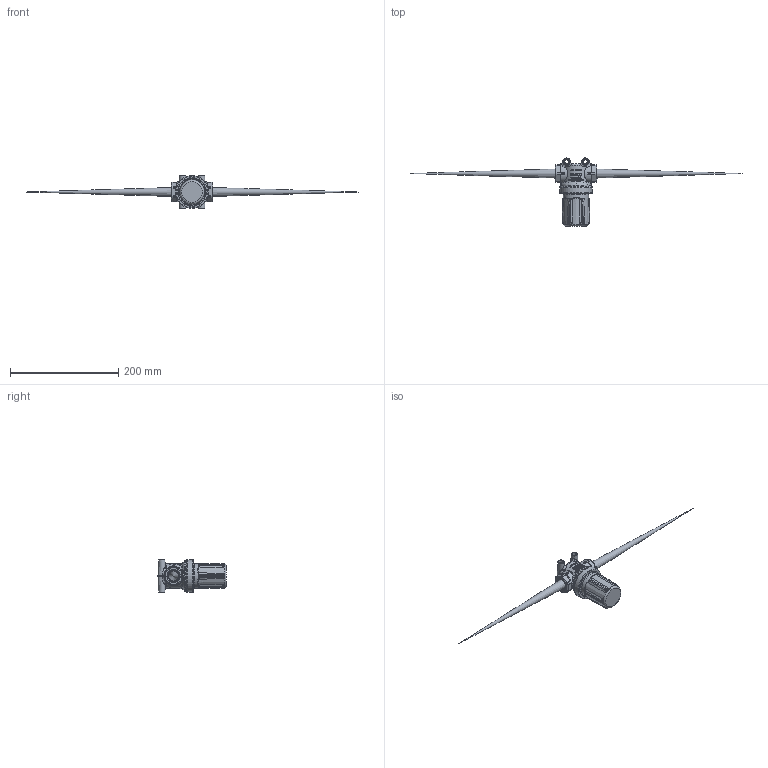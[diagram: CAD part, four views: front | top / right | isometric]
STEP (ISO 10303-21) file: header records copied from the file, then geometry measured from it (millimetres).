
FILE_DESCRIPTION(/* description */ ('1/2" T-STRAINER - 80 MESH'),/* implementation_level */ '2;1');
FILE_NAME(/* name */ 'LSTM050-80.stp',/* time_stamp */ '2020-07-28T11:43:43-04:00',/* author */ ('areid'),/* organization */ (''),/* preprocessor_version */ 'ST-DEVELOPER v17.2',/* originating_system */ 'Autodesk Inventor 2019',/* authorisation */ '');
FILE_SCHEMA (('AUTOMOTIVE_DESIGN { 1 0 10303 214 3 1 1 }'));
Length unit declared in the file: inch
Products named in the file (5): LSTM050-80; LSTM050H; LSTM050G; LST580; LSTM050B
Assembly tree (4 placements, depth 2):
  LSTM050-80
    LSTM050H
    LSTM050G
    LST580
    LSTM050B
Bounding box: 612.64 x 125.65 x 60.2 mm (x, y, z)
Volume: 133932.5 mm3; surface area: 123082.6 mm2
Topology: 4 solids, 4 shells, 1381 faces, 3651 edges, 2323 vertices
Faces by surface type: plane 548, bspline 516, cylinder 194, torus 49, cone 47, sphere 27
Full cylindrical faces by diameter (mm): 18.542 x8, 20.32 x1, 23.812 x1, 27.965 x1, 30.734 x1, 39.624 x1, 39.7 x1, 46.228 x1, 46.558 x3, 47.244 x1, 47.269 x1, 48.044 x2, 51.057 x2, 52.654 x3, 57.15 x1, 60.198 x1
Entity records: 91086 total; most frequent: CARTESIAN_POINT 59946, ORIENTED_EDGE 7202, DIRECTION 5192, EDGE_CURVE 3601, VERTEX_POINT 2319, AXIS2_PLACEMENT_3D 1919, EDGE_LOOP 1484, FACE_OUTER_BOUND 1381
